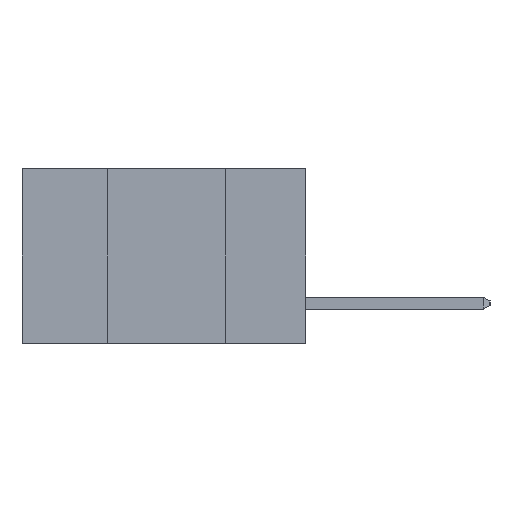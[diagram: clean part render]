
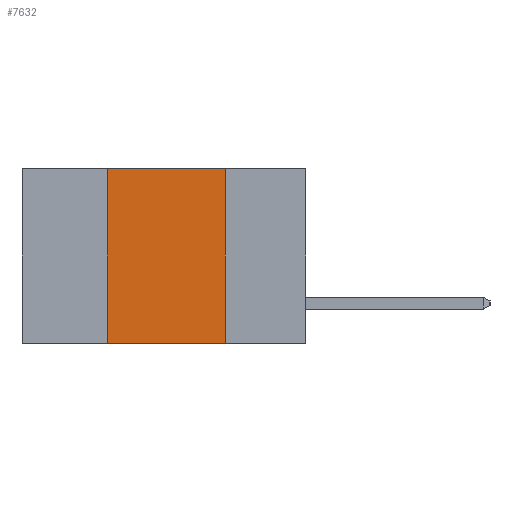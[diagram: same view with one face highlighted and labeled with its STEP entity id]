
A CAD part, left-side view. The second image highlights one B-rep face of the part: STEP entity #7632.
In plain terms, the highlighted planar face has unit normal (-1, 0, 0).
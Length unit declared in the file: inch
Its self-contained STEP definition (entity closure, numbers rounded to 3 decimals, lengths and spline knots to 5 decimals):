
#390 = LINE ( 'NONE', #5522, #17872 ) ;
#621 = LINE ( 'NONE', #14248, #14886 ) ;
#775 = VERTEX_POINT ( 'NONE', #5448 ) ;
#1298 = ORIENTED_EDGE ( 'NONE', *, *, #2588, .F. ) ;
#2588 = EDGE_CURVE ( 'NONE', #2770, #775, #621, .T. ) ;
#2770 = VERTEX_POINT ( 'NONE', #15580 ) ;
#2828 = CARTESIAN_POINT ( 'NONE',  ( 0., 0.42, 0. ) ) ;
#2843 = EDGE_CURVE ( 'NONE', #3842, #12004, #390, .T. ) ;
#3842 = VERTEX_POINT ( 'NONE', #14106 ) ;
#3846 = EDGE_CURVE ( 'NONE', #3842, #775, #11188, .T. ) ;
#5448 = CARTESIAN_POINT ( 'NONE',  ( 0., 0.17, -0.37 ) ) ;
#5522 = CARTESIAN_POINT ( 'NONE',  ( 0., 0.42, 0. ) ) ;
#6320 = CARTESIAN_POINT ( 'NONE',  ( 0., 0.6, -0.37 ) ) ;
#6361 = DIRECTION ( 'NONE',  ( 0., -1., 0. ) ) ;
#6689 = EDGE_LOOP ( 'NONE', ( #1298, #17844, #11517, #14598 ) ) ;
#6853 = LINE ( 'NONE', #12132, #10157 ) ;
#7002 = DIRECTION ( 'NONE',  ( 0., 0., -1. ) ) ;
#7518 = VECTOR ( 'NONE', #14662, 39.37008 ) ;
#7632 = ADVANCED_FACE ( 'NONE', ( #11449 ), #13302, .F. ) ;
#8522 = DIRECTION ( 'NONE',  ( 0., 0., 1. ) ) ;
#8998 = EDGE_CURVE ( 'NONE', #12004, #2770, #6853, .T. ) ;
#10157 = VECTOR ( 'NONE', #6361, 39.37008 ) ;
#11188 = LINE ( 'NONE', #6320, #7518 ) ;
#11449 = FACE_OUTER_BOUND ( 'NONE', #6689, .T. ) ;
#11517 = ORIENTED_EDGE ( 'NONE', *, *, #2843, .F. ) ;
#11929 = CARTESIAN_POINT ( 'NONE',  ( 0., 0.6, 0. ) ) ;
#12004 = VERTEX_POINT ( 'NONE', #2828 ) ;
#12132 = CARTESIAN_POINT ( 'NONE',  ( 0., 0.6, 0. ) ) ;
#12491 = DIRECTION ( 'NONE',  ( 1., 0., 0. ) ) ;
#13302 = PLANE ( 'NONE',  #14697 ) ;
#14106 = CARTESIAN_POINT ( 'NONE',  ( 0., 0.42, -0.37 ) ) ;
#14248 = CARTESIAN_POINT ( 'NONE',  ( 0., 0.17, 0. ) ) ;
#14551 = DIRECTION ( 'NONE',  ( 0., 0., -1. ) ) ;
#14598 = ORIENTED_EDGE ( 'NONE', *, *, #3846, .T. ) ;
#14662 = DIRECTION ( 'NONE',  ( 0., -1., 0. ) ) ;
#14697 = AXIS2_PLACEMENT_3D ( 'NONE', #11929, #12491, #7002 ) ;
#14886 = VECTOR ( 'NONE', #14551, 39.37008 ) ;
#15580 = CARTESIAN_POINT ( 'NONE',  ( 0., 0.17, 0. ) ) ;
#17844 = ORIENTED_EDGE ( 'NONE', *, *, #8998, .F. ) ;
#17872 = VECTOR ( 'NONE', #8522, 39.37008 ) ;
